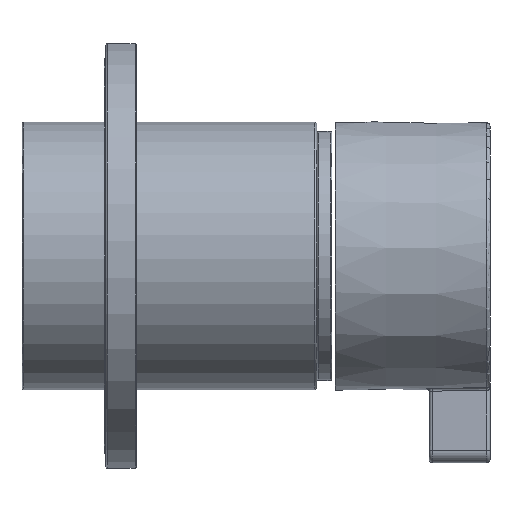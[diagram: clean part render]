
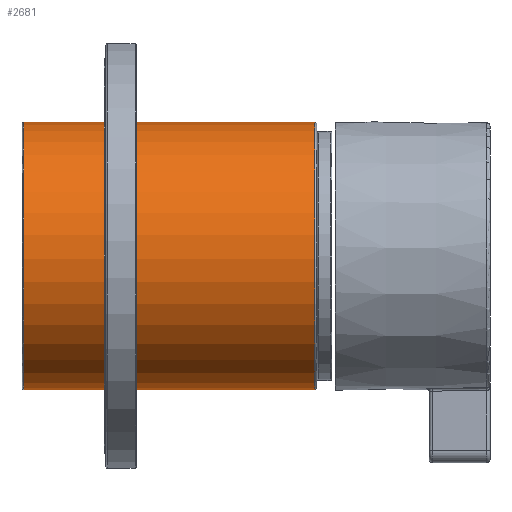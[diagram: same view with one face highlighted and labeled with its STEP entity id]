
A CAD part, front view. The second image highlights one B-rep face of the part: STEP entity #2681.
In plain terms, the highlighted cylindrical face has radius 22 mm (diameter 44 mm), a full revolution.
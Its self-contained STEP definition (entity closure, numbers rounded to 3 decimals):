
#120=CYLINDRICAL_SURFACE('',#2928,22.);
#259=CIRCLE('',#2929,22.);
#260=CIRCLE('',#2930,22.);
#740=ORIENTED_EDGE('',*,*,#1021,.T.);
#741=ORIENTED_EDGE('',*,*,#1022,.T.);
#1021=EDGE_CURVE('',#1194,#1194,#259,.F.);
#1022=EDGE_CURVE('',#1195,#1195,#260,.F.);
#1194=VERTEX_POINT('',#4673);
#1195=VERTEX_POINT('',#4675);
#1508=EDGE_LOOP('',(#740));
#1509=EDGE_LOOP('',(#741));
#1730=FACE_BOUND('',#1508,.T.);
#1731=FACE_BOUND('',#1509,.T.);
#2681=ADVANCED_FACE('',(#1730,#1731),#120,.T.);
#2928=AXIS2_PLACEMENT_3D('',#4671,#3423,#3424);
#2929=AXIS2_PLACEMENT_3D('',#4672,#3425,#3426);
#2930=AXIS2_PLACEMENT_3D('',#4674,#3427,#3428);
#3423=DIRECTION('',(0.,1.,0.));
#3424=DIRECTION('',(-1.,0.,0.));
#3425=DIRECTION('',(0.,-1.,0.));
#3426=DIRECTION('',(1.,0.,0.));
#3427=DIRECTION('',(0.,1.,0.));
#3428=DIRECTION('',(-1.,0.,0.));
#4671=CARTESIAN_POINT('',(0.,48.5,0.));
#4672=CARTESIAN_POINT('',(0.,0.3,0.));
#4673=CARTESIAN_POINT('',(22.,0.3,0.));
#4674=CARTESIAN_POINT('',(0.,48.2,0.));
#4675=CARTESIAN_POINT('',(-22.,48.2,0.));
